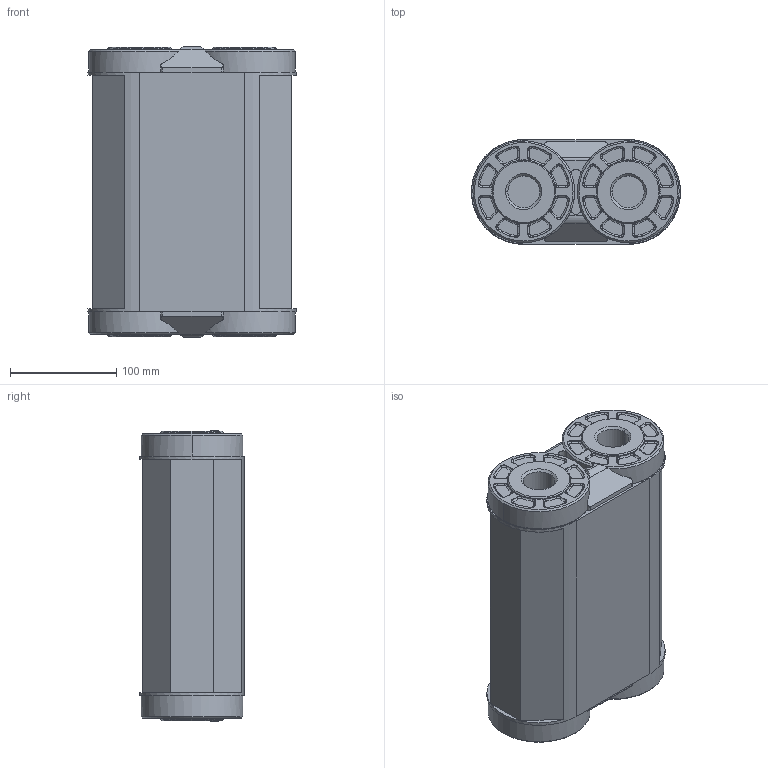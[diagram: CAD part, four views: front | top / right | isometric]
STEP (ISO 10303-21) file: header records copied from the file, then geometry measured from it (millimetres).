
FILE_DESCRIPTION (( 'STEP AP214' ), '1' );
FILE_NAME ('printable_cheetah_body.STEP', '2025-06-27T19:25:30', ( '' ), ( '' ), 'SwSTEP 2.0', 'SolidWorks 2024', '' );
FILE_SCHEMA (( 'AUTOMOTIVE_DESIGN' ));
Length unit declared in the file: millimetre
Products named in the file (1): printable_cheetah_body
Bounding box: 197 x 98.5 x 274 mm (x, y, z)
Volume: 4147203.4 mm3; surface area: 209124 mm2
Topology: 1 solids, 5 shells, 785 faces, 1940 edges, 1184 vertices
Faces by surface type: cone 218, torus 216, plane 213, cylinder 138
Entity records: 23947 total; most frequent: CARTESIAN_POINT 4806, DIRECTION 4438, ORIENTED_EDGE 3880, EDGE_CURVE 1940, AXIS2_PLACEMENT_3D 1876, VERTEX_POINT 1184, CIRCLE 1090, EDGE_LOOP 808
